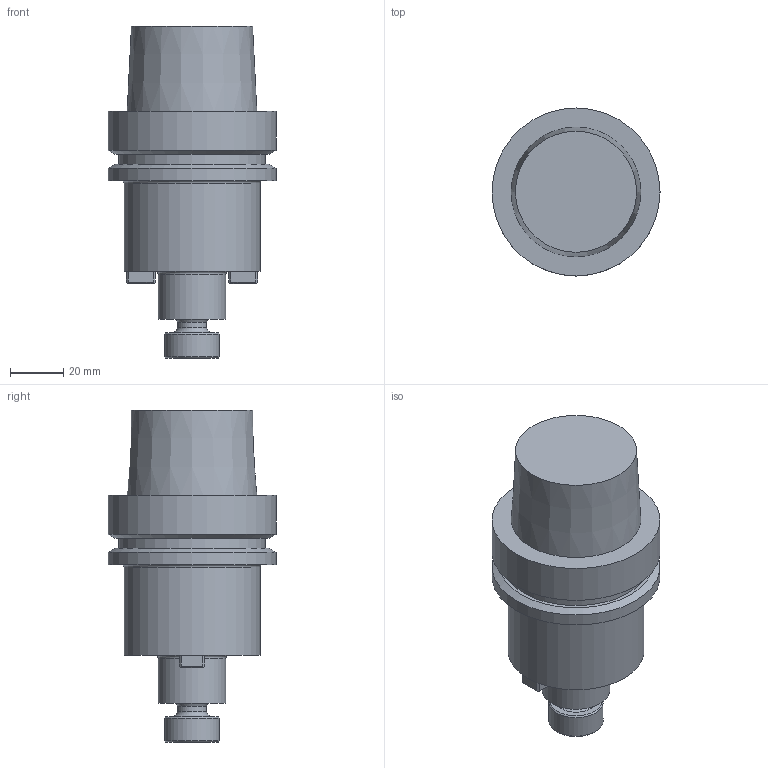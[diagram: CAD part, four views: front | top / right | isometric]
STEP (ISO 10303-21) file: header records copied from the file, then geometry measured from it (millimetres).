
FILE_DESCRIPTION(/* description */ (''),/* implementation_level */ '2;1');
FILE_NAME(/* name */ 'TOOLCOMP_1.STP',/* time_stamp */ '2022-11-10T12:24:23+01:00',/* author */ (''),/* organization */ ('SMS'),/* preprocessor_version */ 'ST-DEVELOPER v16.7',/* originating_system */ 'SIEMENS PLM Software NX 12.0',/* authorisation */ '');
FILE_SCHEMA (('AUTOMOTIVE_DESIGN { 1 0 10303 214 3 1 1 1 }'));
Length unit declared in the file: millimetre
Products named in the file (2): NOCUT_COMP20221110122237; TOOLCOMP_1
Assembly tree (1 placements, depth 2):
  TOOLCOMP_1
    NOCUT_COMP20221110122237
Bounding box: 63 x 63 x 124.5 mm (x, y, z)
Volume: 431532 mm3; surface area: 51475.1 mm2
Topology: 2 solids, 6 shells, 234 faces, 512 edges, 319 vertices
Faces by surface type: plane 146, cone 46, cylinder 28, torus 14
Full cylindrical faces by diameter (mm): 4.5 x4, 7 x4, 7.4 x4, 7.98 x2, 10.9 x2, 20.6 x2, 25.4 x2, 51 x2, 55 x2, 63 x4
Entity records: 5951 total; most frequent: CARTESIAN_POINT 1162, DIRECTION 986, ORIENTED_EDGE 828, EDGE_CURVE 414, AXIS2_PLACEMENT_3D 379, EDGE_LOOP 332, VERTEX_POINT 288, ADVANCED_FACE 234
